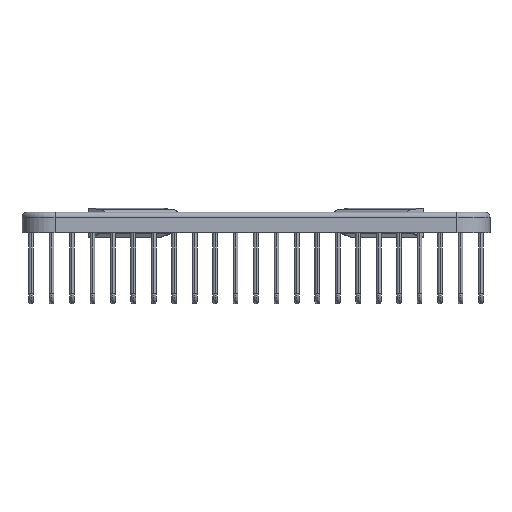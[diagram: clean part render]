
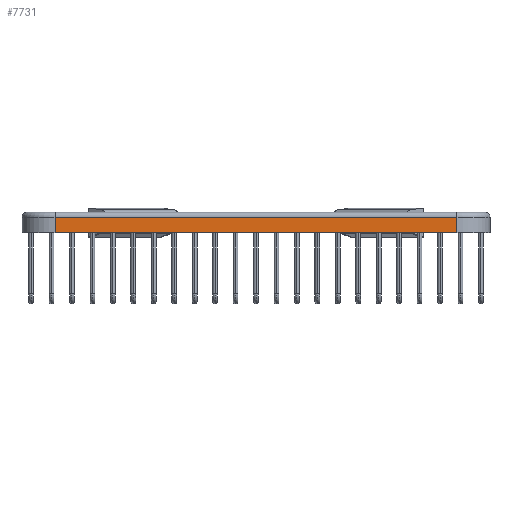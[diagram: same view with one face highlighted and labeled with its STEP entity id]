
A CAD part, front view. The second image highlights one B-rep face of the part: STEP entity #7731.
In plain terms, the highlighted planar face has unit normal (0, -1, 0).
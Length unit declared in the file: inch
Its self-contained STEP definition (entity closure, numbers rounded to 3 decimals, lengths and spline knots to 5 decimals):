
#636=DIRECTION('',(1.,0.,0.));
#637=VECTOR('',#636,10.025);
#638=CARTESIAN_POINT('',(-5.0125,0.,-0.256));
#639=LINE('',#638,#637);
#2741=DIRECTION('',(0.,0.,1.));
#2742=VECTOR('',#2741,0.394);
#2743=CARTESIAN_POINT('',(5.0125,0.,-0.256));
#2744=LINE('',#2743,#2742);
#2764=DIRECTION('',(1.,0.,0.));
#2765=VECTOR('',#2764,10.025);
#2766=CARTESIAN_POINT('',(-5.0125,0.,0.138));
#2767=LINE('',#2766,#2765);
#2771=DIRECTION('',(0.,0.,1.));
#2772=VECTOR('',#2771,0.394);
#2773=CARTESIAN_POINT('',(-5.0125,0.,-0.256));
#2774=LINE('',#2773,#2772);
#4964=CARTESIAN_POINT('',(-5.0125,0.,-0.256));
#4965=VERTEX_POINT('',#4964);
#4966=CARTESIAN_POINT('',(5.0125,0.,-0.256));
#4967=VERTEX_POINT('',#4966);
#4996=CARTESIAN_POINT('',(-5.0125,0.,0.138));
#4997=VERTEX_POINT('',#4996);
#5000=CARTESIAN_POINT('',(5.0125,0.,0.138));
#5001=VERTEX_POINT('',#5000);
#7719=CARTESIAN_POINT('',(-5.0125,0.,-0.256));
#7720=DIRECTION('',(0.,-1.,0.));
#7721=DIRECTION('',(1.,0.,0.));
#7722=AXIS2_PLACEMENT_3D('',#7719,#7720,#7721);
#7723=PLANE('',#7722);
#7724=ORIENTED_EDGE('',*,*,#7709,.T.);
#7725=ORIENTED_EDGE('',*,*,#7684,.F.);
#7726=ORIENTED_EDGE('',*,*,#5678,.F.);
#7728=ORIENTED_EDGE('',*,*,#7727,.T.);
#7729=EDGE_LOOP('',(#7724,#7725,#7726,#7728));
#7730=FACE_OUTER_BOUND('',#7729,.F.);
#5678=EDGE_CURVE('',#4965,#4967,#639,.T.);
#7684=EDGE_CURVE('',#4967,#5001,#2744,.T.);
#7709=EDGE_CURVE('',#4997,#5001,#2767,.T.);
#7727=EDGE_CURVE('',#4965,#4997,#2774,.T.);
#7731=ADVANCED_FACE('',(#7730),#7723,.T.);
